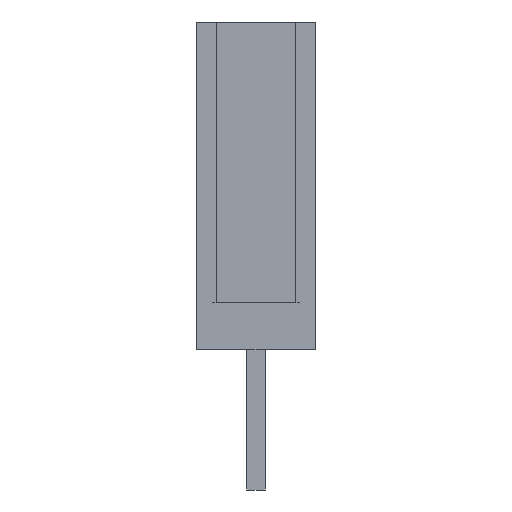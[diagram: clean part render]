
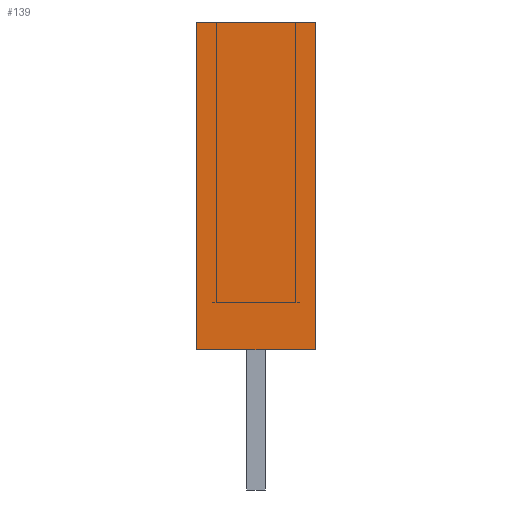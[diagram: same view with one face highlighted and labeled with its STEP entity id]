
A CAD part, front view. The second image highlights one B-rep face of the part: STEP entity #139.
In plain terms, the highlighted planar face has unit normal (0, -1, 0).
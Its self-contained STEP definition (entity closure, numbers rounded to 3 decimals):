
#13=DIRECTION('',(0.,0.,1.));
#14=DIRECTION('',(1.,0.,0.));
#115=EDGE_CURVE('',#116,#118,#120,.T.);
#116=VERTEX_POINT('',#117);
#117=CARTESIAN_POINT('',(-1.27,-1.271,0.));
#118=VERTEX_POINT('',#119);
#119=CARTESIAN_POINT('',(-1.27,-1.271,7.));
#120=LINE('',#117,#121);
#121=VECTOR('',#13,1.);
#128=DIRECTION('',(0.,1.,0.));
#139=ADVANCED_FACE('',(#140),#157,.F.);
#140=FACE_BOUND('',#141,.F.);
#141=EDGE_LOOP('',(#142,#148,#149,#154));
#142=ORIENTED_EDGE('',*,*,#143,.F.);
#143=EDGE_CURVE('',#116,#144,#146,.T.);
#144=VERTEX_POINT('',#145);
#145=CARTESIAN_POINT('',(1.27,-1.271,0.));
#146=LINE('',#117,#147);
#147=VECTOR('',#14,1.);
#148=ORIENTED_EDGE('',*,*,#115,.T.);
#149=ORIENTED_EDGE('',*,*,#150,.T.);
#150=EDGE_CURVE('',#118,#151,#153,.T.);
#151=VERTEX_POINT('',#152);
#152=CARTESIAN_POINT('',(1.27,-1.271,7.));
#153=LINE('',#119,#147);
#154=ORIENTED_EDGE('',*,*,#155,.F.);
#155=EDGE_CURVE('',#144,#151,#156,.T.);
#156=LINE('',#145,#121);
#157=PLANE('',#158);
#158=AXIS2_PLACEMENT_3D('',#117,#128,#13);
